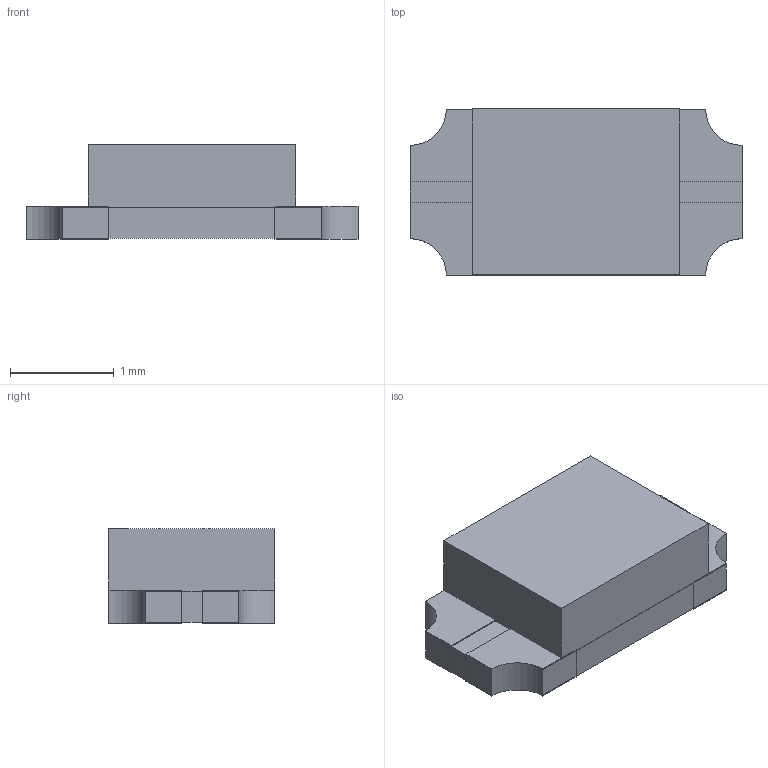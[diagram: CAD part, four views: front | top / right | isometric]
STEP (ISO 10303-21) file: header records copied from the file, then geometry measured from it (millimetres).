
FILE_DESCRIPTION(('FreeCAD Model'),'2;1');
FILE_NAME('Open CASCADE Shape Model','2024-08-03T00:13:06',('Author'),( ''),'Open CASCADE STEP processor 7.8','FreeCAD','Unknown');
FILE_SCHEMA(('AUTOMOTIVE_DESIGN { 1 0 10303 214 1 1 1 1 }'));
Length unit declared in the file: millimetre
Products named in the file (1): Part
Bounding box: 3.2 x 1.6 x 0.91 mm (x, y, z)
Volume: 3.4 mm3; surface area: 23.1 mm2
Topology: 2 solids, 2 shells, 64 faces, 148 edges, 88 vertices
Faces by surface type: plane 60, cylinder 4
Entity records: 2165 total; most frequent: CARTESIAN_POINT 301, ORIENTED_EDGE 296, DIRECTION 286, EDGE_CURVE 148, LINE 140, VECTOR 140, VERTEX_POINT 88, AXIS2_PLACEMENT_3D 73
